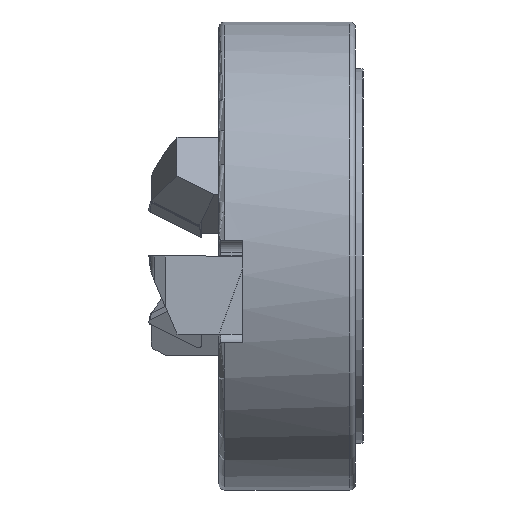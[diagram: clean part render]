
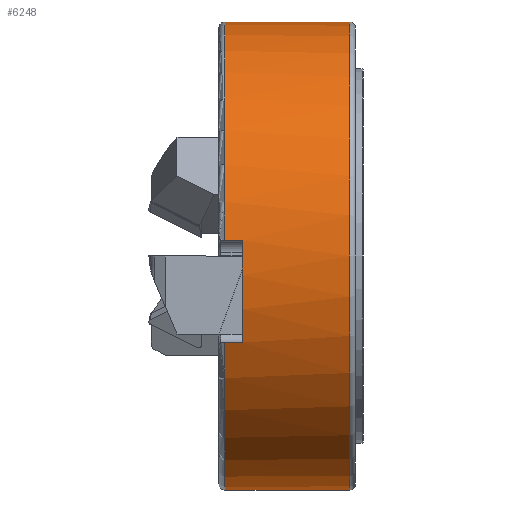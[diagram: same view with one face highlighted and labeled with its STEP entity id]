
A CAD part, front view. The second image highlights one B-rep face of the part: STEP entity #6248.
In plain terms, the highlighted cylindrical face has radius 60 mm (diameter 120 mm), a partial arc.
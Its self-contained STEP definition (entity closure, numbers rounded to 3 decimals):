
#320 = CARTESIAN_POINT ( 'NONE',  ( -97.643, -65.331, 4. ) ) ;
#338 = CIRCLE ( 'NONE', #4490, 60. ) ;
#471 = VECTOR ( 'NONE', #2144, 1000. ) ;
#545 = EDGE_CURVE ( 'NONE', #4047, #7059, #338, .T. ) ;
#561 = CARTESIAN_POINT ( 'NONE',  ( -96.143, -65.331, 4. ) ) ;
#676 = LINE ( 'NONE', #2911, #2823 ) ;
#865 = DIRECTION ( 'NONE',  ( 1., 0., 0. ) ) ;
#872 = AXIS2_PLACEMENT_3D ( 'NONE', #1104, #2380, #5534 ) ;
#998 = CARTESIAN_POINT ( 'NONE',  ( -96.143, -5.464, -60. ) ) ;
#1104 = CARTESIAN_POINT ( 'NONE',  ( -91.643, -5.464, 0. ) ) ;
#1133 = DIRECTION ( 'NONE',  ( -1., 0., 0. ) ) ;
#1272 = VERTEX_POINT ( 'NONE', #1292 ) ;
#1292 = CARTESIAN_POINT ( 'NONE',  ( -96.143, -61.206, -22.2 ) ) ;
#1353 = LINE ( 'NONE', #320, #3341 ) ;
#1592 = VERTEX_POINT ( 'NONE', #3777 ) ;
#1721 = CARTESIAN_POINT ( 'NONE',  ( -64.143, -5.464, 0. ) ) ;
#1772 = ORIENTED_EDGE ( 'NONE', *, *, #4274, .F. ) ;
#1934 = ORIENTED_EDGE ( 'NONE', *, *, #2441, .T. ) ;
#2144 = DIRECTION ( 'NONE',  ( -1., 0., 0. ) ) ;
#2170 = CARTESIAN_POINT ( 'NONE',  ( -64.143, -5.464, 60. ) ) ;
#2246 = VERTEX_POINT ( 'NONE', #561 ) ;
#2294 = EDGE_CURVE ( 'NONE', #1592, #6351, #3437, .T. ) ;
#2312 = EDGE_CURVE ( 'NONE', #1592, #1272, #676, .T. ) ;
#2380 = DIRECTION ( 'NONE',  ( -1., 0., 0. ) ) ;
#2441 = EDGE_CURVE ( 'NONE', #2246, #6351, #1353, .T. ) ;
#2532 = CARTESIAN_POINT ( 'NONE',  ( -96.143, -5.464, 0. ) ) ;
#2605 = LINE ( 'NONE', #3852, #471 ) ;
#2618 = FACE_OUTER_BOUND ( 'NONE', #3823, .T. ) ;
#2798 = CYLINDRICAL_SURFACE ( 'NONE', #6473, 60. ) ;
#2823 = VECTOR ( 'NONE', #1133, 1000. ) ;
#2847 = DIRECTION ( 'NONE',  ( -1., 0., 0. ) ) ;
#2876 = ORIENTED_EDGE ( 'NONE', *, *, #545, .T. ) ;
#2911 = CARTESIAN_POINT ( 'NONE',  ( -97.643, -61.206, -22.2 ) ) ;
#3081 = DIRECTION ( 'NONE',  ( 0., 0., 1. ) ) ;
#3098 = EDGE_CURVE ( 'NONE', #2246, #5139, #6400, .T. ) ;
#3115 = CARTESIAN_POINT ( 'NONE',  ( -64.143, -5.464, -60. ) ) ;
#3173 = CARTESIAN_POINT ( 'NONE',  ( -96.143, -5.464, 0. ) ) ;
#3249 = DIRECTION ( 'NONE',  ( -1., 0., 0. ) ) ;
#3341 = VECTOR ( 'NONE', #865, 1000. ) ;
#3381 = DIRECTION ( 'NONE',  ( 0., 0., 1. ) ) ;
#3437 = CIRCLE ( 'NONE', #872, 60. ) ;
#3490 = ORIENTED_EDGE ( 'NONE', *, *, #2312, .T. ) ;
#3777 = CARTESIAN_POINT ( 'NONE',  ( -91.643, -61.206, -22.2 ) ) ;
#3823 = EDGE_LOOP ( 'NONE', ( #1772, #2876, #5228, #4890, #1934, #5395, #3490, #4451 ) ) ;
#3852 = CARTESIAN_POINT ( 'NONE',  ( -97.643, -5.464, 60. ) ) ;
#4002 = VECTOR ( 'NONE', #2847, 1000. ) ;
#4044 = AXIS2_PLACEMENT_3D ( 'NONE', #3173, #3249, #7098 ) ;
#4047 = VERTEX_POINT ( 'NONE', #3115 ) ;
#4274 = EDGE_CURVE ( 'NONE', #4047, #5329, #5202, .T. ) ;
#4451 = ORIENTED_EDGE ( 'NONE', *, *, #5353, .F. ) ;
#4490 = AXIS2_PLACEMENT_3D ( 'NONE', #1721, #6682, #3381 ) ;
#4890 = ORIENTED_EDGE ( 'NONE', *, *, #3098, .F. ) ;
#5139 = VERTEX_POINT ( 'NONE', #5963 ) ;
#5202 = LINE ( 'NONE', #5594, #4002 ) ;
#5228 = ORIENTED_EDGE ( 'NONE', *, *, #6605, .T. ) ;
#5329 = VERTEX_POINT ( 'NONE', #998 ) ;
#5353 = EDGE_CURVE ( 'NONE', #5329, #1272, #5792, .T. ) ;
#5395 = ORIENTED_EDGE ( 'NONE', *, *, #2294, .F. ) ;
#5534 = DIRECTION ( 'NONE',  ( 0., 0., 1. ) ) ;
#5594 = CARTESIAN_POINT ( 'NONE',  ( -97.643, -5.464, -60. ) ) ;
#5764 = CARTESIAN_POINT ( 'NONE',  ( -97.643, -5.464, 0. ) ) ;
#5788 = CARTESIAN_POINT ( 'NONE',  ( -91.643, -65.331, 4. ) ) ;
#5792 = CIRCLE ( 'NONE', #4044, 60. ) ;
#5963 = CARTESIAN_POINT ( 'NONE',  ( -96.143, -5.464, 60. ) ) ;
#6248 = ADVANCED_FACE ( 'NONE', ( #2618 ), #2798, .T. ) ;
#6267 = DIRECTION ( 'NONE',  ( -1., 0., 0. ) ) ;
#6351 = VERTEX_POINT ( 'NONE', #5788 ) ;
#6388 = DIRECTION ( 'NONE',  ( -1., 0., 0. ) ) ;
#6400 = CIRCLE ( 'NONE', #7036, 60. ) ;
#6473 = AXIS2_PLACEMENT_3D ( 'NONE', #5764, #6267, #6752 ) ;
#6605 = EDGE_CURVE ( 'NONE', #7059, #5139, #2605, .T. ) ;
#6682 = DIRECTION ( 'NONE',  ( -1., 0., 0. ) ) ;
#6752 = DIRECTION ( 'NONE',  ( 0., 0., 1. ) ) ;
#7036 = AXIS2_PLACEMENT_3D ( 'NONE', #2532, #6388, #3081 ) ;
#7059 = VERTEX_POINT ( 'NONE', #2170 ) ;
#7098 = DIRECTION ( 'NONE',  ( 0., 0., 1. ) ) ;
